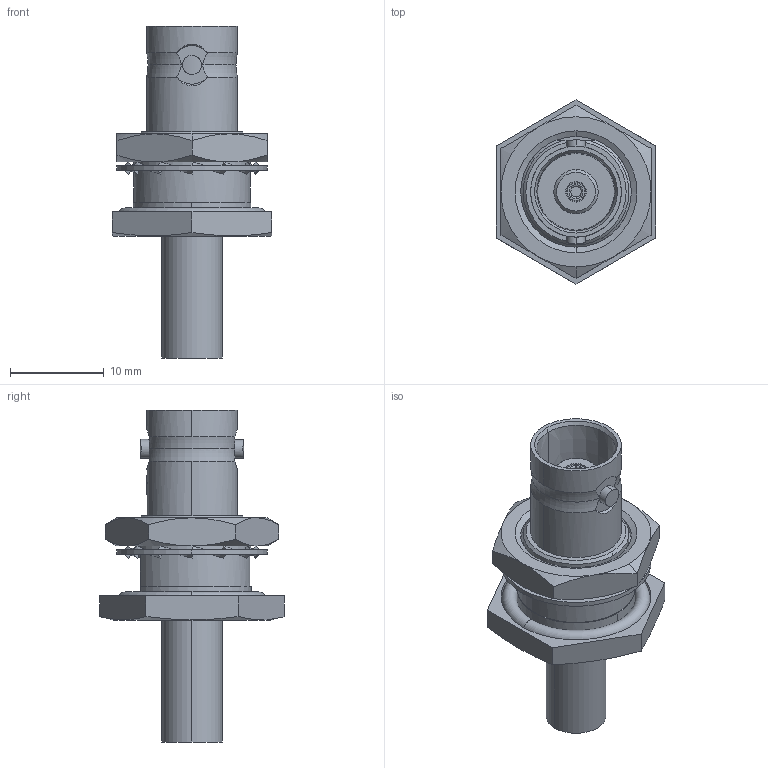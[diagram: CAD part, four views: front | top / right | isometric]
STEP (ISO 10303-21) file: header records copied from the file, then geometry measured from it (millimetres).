
FILE_DESCRIPTION (( 'STEP AP214' ), '1' );
FILE_NAME ('J01001A0108.STEP', '2019-12-10T15:30:10', ( '' ), ( '' ), 'SwSTEP 2.0', 'SolidWorks 2018', '' );
FILE_SCHEMA (( 'AUTOMOTIVE_DESIGN' ));
Length unit declared in the file: millimetre
Products named in the file (1): J01001A0108
Bounding box: 17 x 19.63 x 35.4 mm (x, y, z)
Volume: 2747.4 mm3; surface area: 2834.7 mm2
Topology: 3 solids, 3 shells, 235 faces, 584 edges, 373 vertices
Faces by surface type: plane 94, cylinder 49, cone 40, bspline 36, torus 16
Entity records: 10303 total; most frequent: CARTESIAN_POINT 2423, ORIENTED_EDGE 1168, DIRECTION 984, EDGE_CURVE 584, VERTEX_POINT 373, AXIS2_PLACEMENT_3D 354, LINE 276, VECTOR 276
